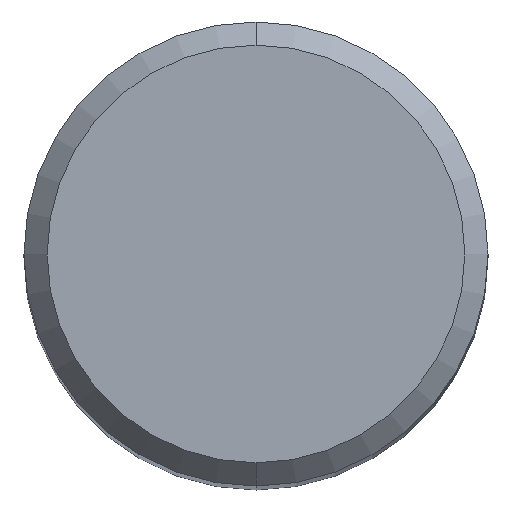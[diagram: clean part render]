
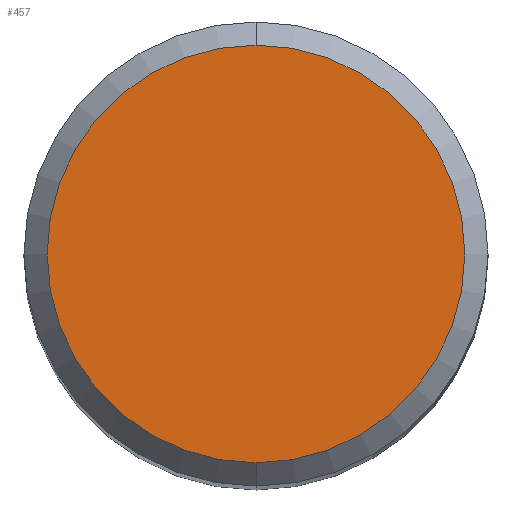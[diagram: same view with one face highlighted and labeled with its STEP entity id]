
A CAD part, top view. The second image highlights one B-rep face of the part: STEP entity #457.
In plain terms, the highlighted planar face has unit normal (0, 0, 1).
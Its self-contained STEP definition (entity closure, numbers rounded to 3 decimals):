
#359=EDGE_CURVE('',#779,#725,#1018,.T.);
#457=ADVANCED_FACE('',(#1127),#1128,.T.);
#521=EDGE_CURVE('',#725,#779,#1199,.T.);
#725=VERTEX_POINT('',#1420);
#779=VERTEX_POINT('',#1478);
#1018=CIRCLE('',#1735,5.4);
#1127=FACE_OUTER_BOUND('',#3510,.T.);
#1128=PLANE('',#3511);
#1199=CIRCLE('',#3636,5.4);
#1420=CARTESIAN_POINT('',(0.0,5.4,0.0));
#1478=CARTESIAN_POINT('',(0.,-5.4,0.0));
#1735=AXIS2_PLACEMENT_3D('',#12856,#12857,#12858);
#3510=EDGE_LOOP('',(#12998,#12999));
#3511=AXIS2_PLACEMENT_3D('',#13000,#13001,#13002);
#3636=AXIS2_PLACEMENT_3D('',#13077,#13078,#13079);
#12856=CARTESIAN_POINT('',(0.0,0.0,0.0));
#12857=DIRECTION('',(0.0,0.0,-1.0));
#12858=DIRECTION('',(0.0,1.0,0.0));
#12998=ORIENTED_EDGE('',*,*,#521,.F.);
#12999=ORIENTED_EDGE('',*,*,#359,.F.);
#13000=CARTESIAN_POINT('',(0.0,2.7,0.0));
#13001=DIRECTION('',(-0.0,0.0,1.0));
#13002=DIRECTION('',(0.0,-1.0,0.0));
#13077=CARTESIAN_POINT('',(0.0,0.0,0.0));
#13078=DIRECTION('',(0.0,0.0,-1.0));
#13079=DIRECTION('',(0.0,1.0,0.0));
